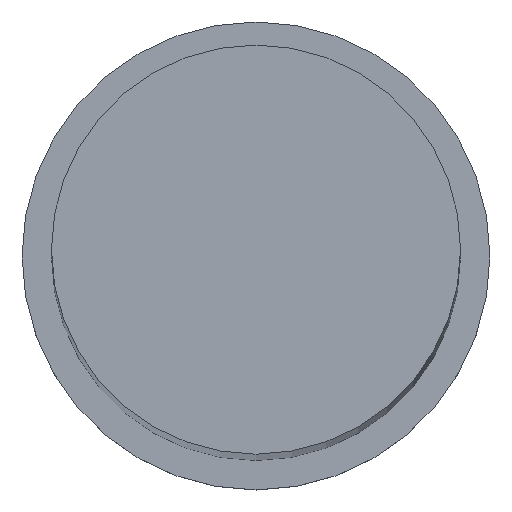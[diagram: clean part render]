
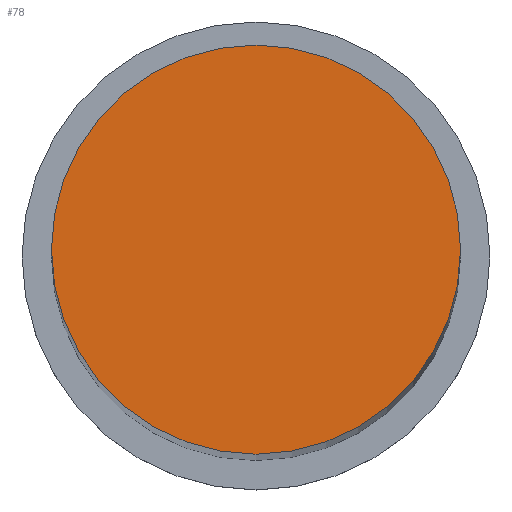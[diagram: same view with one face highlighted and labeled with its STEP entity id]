
A CAD part, top view. The second image highlights one B-rep face of the part: STEP entity #78.
In plain terms, the highlighted planar face has unit normal (0, 0, 1).
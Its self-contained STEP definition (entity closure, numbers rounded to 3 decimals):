
#78=ADVANCED_FACE('',(#91),#92,.T.);
#91=FACE_OUTER_BOUND('',#110,.T.);
#92=PLANE('',#111);
#110=EDGE_LOOP('',(#135));
#111=AXIS2_PLACEMENT_3D('',#136,#137,#138);
#135=ORIENTED_EDGE('',*,*,#157,.F.);
#136=CARTESIAN_POINT('',(0.,4.,160.0));
#137=DIRECTION('',(0.,0.,1.0));
#138=DIRECTION('',(0.,-1.0,0.));
#157=EDGE_CURVE('',#166,#166,#167,.T.);
#166=VERTEX_POINT('',#178);
#167=CIRCLE('',#179,8.);
#178=CARTESIAN_POINT('',(0.,8.,160.0));
#179=AXIS2_PLACEMENT_3D('',#193,#194,#195);
#193=CARTESIAN_POINT('',(0.,0.,160.0));
#194=DIRECTION('',(0.,0.,-1.0));
#195=DIRECTION('',(0.,1.0,0.));
